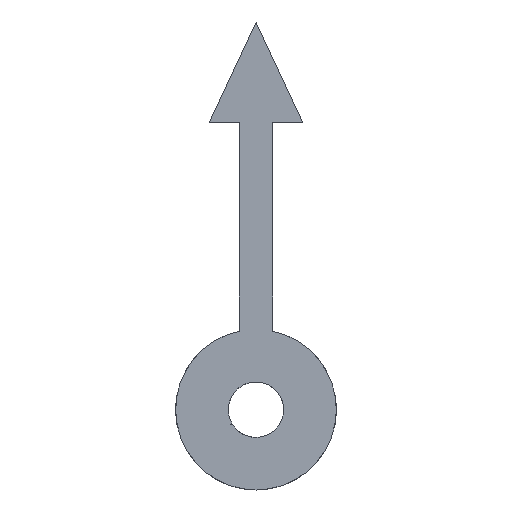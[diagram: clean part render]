
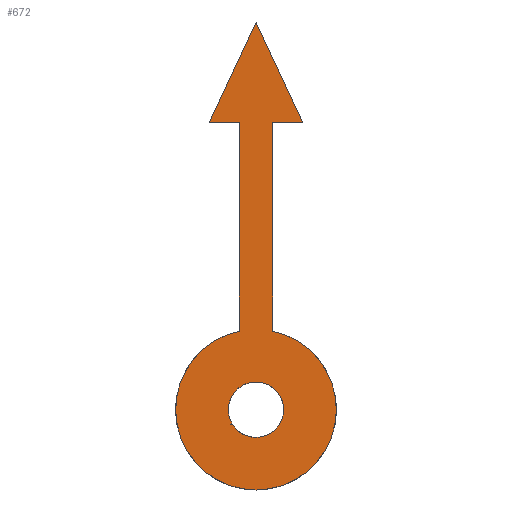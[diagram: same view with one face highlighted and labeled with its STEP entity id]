
A CAD part, top view. The second image highlights one B-rep face of the part: STEP entity #672.
In plain terms, the highlighted planar face has unit normal (0, 0, 1).
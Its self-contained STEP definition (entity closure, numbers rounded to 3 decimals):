
#15=FACE_BOUND('',#107,.T.);
#38=PLANE('',#743);
#72=FACE_OUTER_BOUND('',#106,.T.);
#106=EDGE_LOOP('',(#618,#619,#620,#621,#622,#623,#624));
#107=EDGE_LOOP('',(#625,#626,#627));
#155=LINE('',#1108,#218);
#159=LINE('',#1120,#222);
#161=LINE('',#1124,#224);
#163=LINE('',#1128,#226);
#166=LINE('',#1136,#229);
#168=LINE('',#1140,#231);
#170=LINE('',#1143,#233);
#218=VECTOR('',#905,10.);
#222=VECTOR('',#919,10.);
#224=VECTOR('',#923,10.);
#226=VECTOR('',#927,10.);
#229=VECTOR('',#936,10.);
#231=VECTOR('',#940,10.);
#233=VECTOR('',#944,10.);
#266=CIRCLE('',#732,1.);
#267=CIRCLE('',#734,2.5);
#268=CIRCLE('',#739,7.25);
#324=VERTEX_POINT('',#1105);
#325=VERTEX_POINT('',#1107);
#326=VERTEX_POINT('',#1111);
#327=VERTEX_POINT('',#1117);
#328=VERTEX_POINT('',#1119);
#329=VERTEX_POINT('',#1123);
#330=VERTEX_POINT('',#1127);
#331=VERTEX_POINT('',#1131);
#332=VERTEX_POINT('',#1135);
#333=VERTEX_POINT('',#1139);
#413=EDGE_CURVE('',#325,#324,#155,.T.);
#415=EDGE_CURVE('',#326,#325,#266,.T.);
#417=EDGE_CURVE('',#324,#326,#267,.T.);
#419=EDGE_CURVE('',#328,#327,#159,.T.);
#421=EDGE_CURVE('',#329,#328,#161,.T.);
#423=EDGE_CURVE('',#330,#329,#163,.T.);
#425=EDGE_CURVE('',#331,#330,#268,.T.);
#427=EDGE_CURVE('',#332,#331,#166,.T.);
#429=EDGE_CURVE('',#333,#332,#168,.T.);
#431=EDGE_CURVE('',#327,#333,#170,.T.);
#618=ORIENTED_EDGE('',*,*,#431,.T.);
#619=ORIENTED_EDGE('',*,*,#429,.T.);
#620=ORIENTED_EDGE('',*,*,#427,.T.);
#621=ORIENTED_EDGE('',*,*,#425,.T.);
#622=ORIENTED_EDGE('',*,*,#423,.T.);
#623=ORIENTED_EDGE('',*,*,#421,.T.);
#624=ORIENTED_EDGE('',*,*,#419,.T.);
#625=ORIENTED_EDGE('',*,*,#417,.T.);
#626=ORIENTED_EDGE('',*,*,#415,.T.);
#627=ORIENTED_EDGE('',*,*,#413,.T.);
#672=ADVANCED_FACE('',(#72,#15),#38,.T.);
#732=AXIS2_PLACEMENT_3D('',#1112,#909,#910);
#734=AXIS2_PLACEMENT_3D('',#1115,#914,#915);
#739=AXIS2_PLACEMENT_3D('',#1132,#931,#932);
#743=AXIS2_PLACEMENT_3D('',#1144,#945,#946);
#905=DIRECTION('',(1.,0.,0.));
#909=DIRECTION('center_axis',(0.,0.,1.));
#910=DIRECTION('ref_axis',(1.,0.,0.));
#914=DIRECTION('center_axis',(0.,0.,-1.));
#915=DIRECTION('ref_axis',(-1.,0.,0.));
#919=DIRECTION('',(-0.423,0.906,0.));
#923=DIRECTION('',(1.,0.,0.));
#927=DIRECTION('',(0.,1.,0.));
#931=DIRECTION('center_axis',(0.,0.,1.));
#932=DIRECTION('ref_axis',(-1.,0.,0.));
#936=DIRECTION('',(0.,-1.,0.));
#940=DIRECTION('',(1.,0.,0.));
#944=DIRECTION('',(-0.423,-0.906,0.));
#945=DIRECTION('center_axis',(0.,0.,1.));
#946=DIRECTION('ref_axis',(-1.,0.,0.));
#1105=CARTESIAN_POINT('',(-2.135,-1.3,29.75));
#1107=CARTESIAN_POINT('',(-2.3,-1.3,29.75));
#1108=CARTESIAN_POINT('',(0.,-1.3,29.75));
#1111=CARTESIAN_POINT('',(-2.126,-1.315,29.75));
#1112=CARTESIAN_POINT('Origin',(-2.3,-2.3,29.75));
#1115=CARTESIAN_POINT('Origin',(0.,0.,29.75));
#1117=CARTESIAN_POINT('',(0.,35.,29.75));
#1119=CARTESIAN_POINT('',(4.226,25.937,29.75));
#1120=CARTESIAN_POINT('',(0.,35.,29.75));
#1123=CARTESIAN_POINT('',(1.5,25.937,29.75));
#1124=CARTESIAN_POINT('',(4.226,25.937,29.75));
#1127=CARTESIAN_POINT('',(1.5,7.093,29.75));
#1128=CARTESIAN_POINT('',(1.5,25.937,29.75));
#1131=CARTESIAN_POINT('',(-1.5,7.093,29.75));
#1132=CARTESIAN_POINT('Origin',(0.,0.,29.75));
#1135=CARTESIAN_POINT('',(-1.5,25.937,29.75));
#1136=CARTESIAN_POINT('',(-1.5,25.937,29.75));
#1139=CARTESIAN_POINT('',(-4.226,25.937,29.75));
#1140=CARTESIAN_POINT('',(-4.226,25.937,29.75));
#1143=CARTESIAN_POINT('',(0.,35.,29.75));
#1144=CARTESIAN_POINT('Origin',(0.,13.875,29.75));
